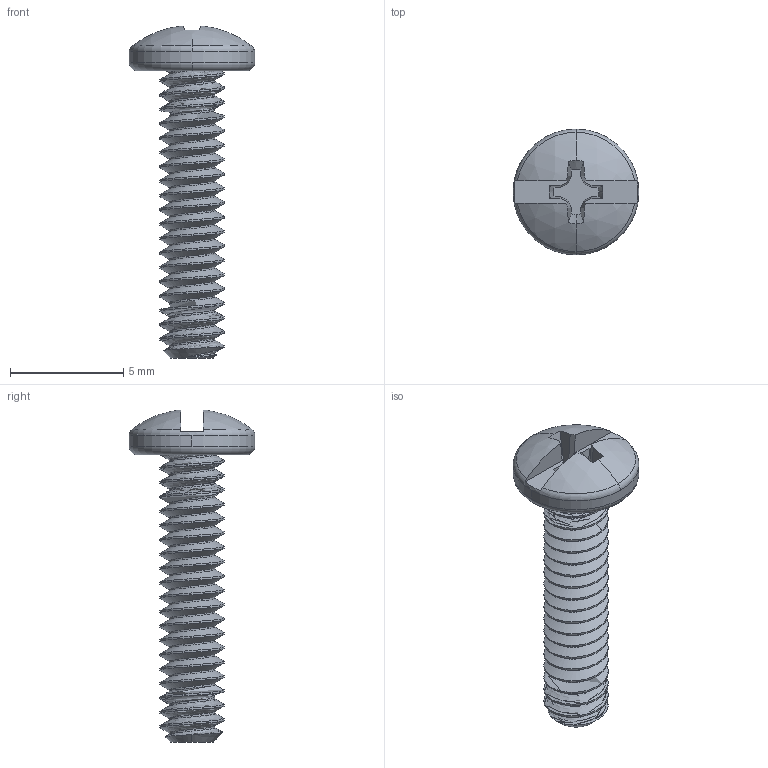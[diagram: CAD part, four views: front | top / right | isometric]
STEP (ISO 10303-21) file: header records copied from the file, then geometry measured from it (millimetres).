
FILE_DESCRIPTION (( 'STEP AP214' ), '1' );
FILE_NAME ('90604A554_PAN HEAD COMBINATION PHILLIPSSLOTTED SCREWS.STEP', '2020-05-23T04:59:44', ( '' ), ( '' ), 'SwSTEP 2.0', 'SolidWorks 2019', '' );
FILE_SCHEMA (( 'AUTOMOTIVE_DESIGN' ));
Length unit declared in the file: inch
Products named in the file (1): 90604A554_PAN HEAD COMBINATION PHILLIPSSLOTTED SCREWS
Bounding box: 5.56 x 5.56 x 14.68 mm (x, y, z)
Volume: 90.7 mm3; surface area: 247.3 mm2
Topology: 1 solids, 1 shells, 86 faces, 245 edges, 162 vertices
Faces by surface type: cylinder 42, plane 25, cone 8, torus 4, sphere 4, bspline 3
Entity records: 5278 total; most frequent: CARTESIAN_POINT 3239, ORIENTED_EDGE 490, DIRECTION 363, EDGE_CURVE 245, VERTEX_POINT 162, AXIS2_PLACEMENT_3D 135, VECTOR 93, LINE 93
